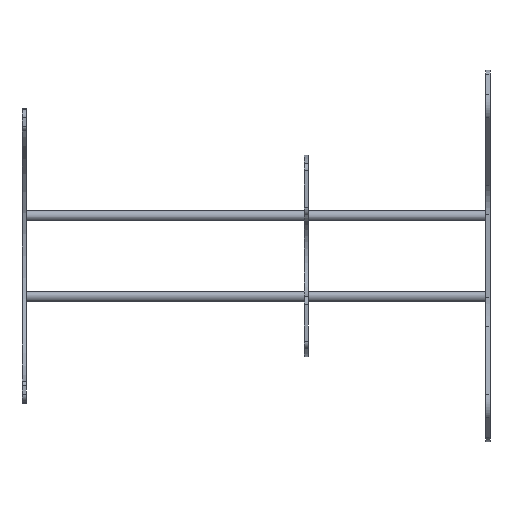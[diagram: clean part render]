
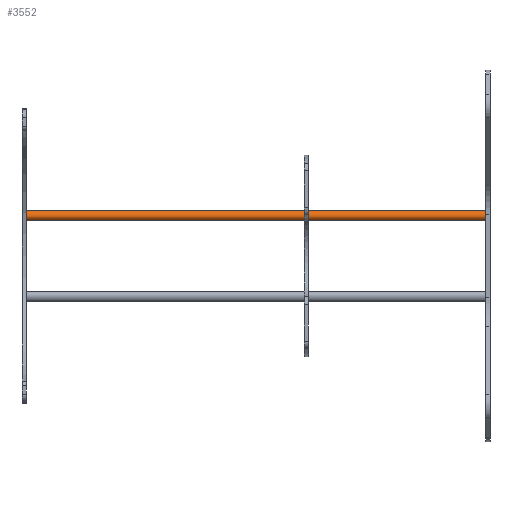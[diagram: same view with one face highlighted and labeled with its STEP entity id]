
A CAD part, left-side view. The second image highlights one B-rep face of the part: STEP entity #3552.
In plain terms, the highlighted cylindrical face has radius 2.5 mm (diameter 5 mm), a partial arc.
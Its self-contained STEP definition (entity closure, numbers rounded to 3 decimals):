
#76 = EDGE_CURVE ( 'NONE', #360, #4291, #1724, .T. ) ;
#115 = LINE ( 'NONE', #1074, #259 ) ;
#169 = ORIENTED_EDGE ( 'NONE', *, *, #2682, .T. ) ;
#214 = DIRECTION ( 'NONE',  ( 0., 1., 0. ) ) ;
#259 = VECTOR ( 'NONE', #723, 1000. ) ;
#302 = EDGE_CURVE ( 'NONE', #677, #360, #115, .T. ) ;
#345 = FACE_OUTER_BOUND ( 'NONE', #2494, .T. ) ;
#360 = VERTEX_POINT ( 'NONE', #4048 ) ;
#536 = CARTESIAN_POINT ( 'NONE',  ( 65., 140., 20. ) ) ;
#677 = VERTEX_POINT ( 'NONE', #1866 ) ;
#723 = DIRECTION ( 'NONE',  ( 0., 1., 0. ) ) ;
#754 = DIRECTION ( 'NONE',  ( 0., 1., 0. ) ) ;
#816 = LINE ( 'NONE', #3351, #3631 ) ;
#822 = DIRECTION ( 'NONE',  ( 0., 0., 1. ) ) ;
#1040 = CARTESIAN_POINT ( 'NONE',  ( 65., -90., 22.5 ) ) ;
#1074 = CARTESIAN_POINT ( 'NONE',  ( 65., -90., 17.5 ) ) ;
#1097 = AXIS2_PLACEMENT_3D ( 'NONE', #2543, #2902, #1226 ) ;
#1226 = DIRECTION ( 'NONE',  ( 0., 0., 1. ) ) ;
#1323 = EDGE_CURVE ( 'NONE', #677, #3366, #2139, .T. ) ;
#1724 = CIRCLE ( 'NONE', #2052, 2.5 ) ;
#1790 = ORIENTED_EDGE ( 'NONE', *, *, #302, .F. ) ;
#1810 = CARTESIAN_POINT ( 'NONE',  ( 65., -90., 20. ) ) ;
#1866 = CARTESIAN_POINT ( 'NONE',  ( 65., -90., 17.5 ) ) ;
#1901 = DIRECTION ( 'NONE',  ( 0., 1., 0. ) ) ;
#2052 = AXIS2_PLACEMENT_3D ( 'NONE', #536, #214, #2185 ) ;
#2139 = CIRCLE ( 'NONE', #3013, 2.5 ) ;
#2185 = DIRECTION ( 'NONE',  ( 0., 0., 1. ) ) ;
#2238 = ORIENTED_EDGE ( 'NONE', *, *, #76, .F. ) ;
#2396 = ORIENTED_EDGE ( 'NONE', *, *, #1323, .T. ) ;
#2426 = CYLINDRICAL_SURFACE ( 'NONE', #1097, 2.5 ) ;
#2494 = EDGE_LOOP ( 'NONE', ( #1790, #2396, #169, #2238 ) ) ;
#2543 = CARTESIAN_POINT ( 'NONE',  ( 65., -90., 20. ) ) ;
#2682 = EDGE_CURVE ( 'NONE', #3366, #4291, #816, .T. ) ;
#2902 = DIRECTION ( 'NONE',  ( 0., 1., 0. ) ) ;
#3013 = AXIS2_PLACEMENT_3D ( 'NONE', #1810, #1901, #822 ) ;
#3351 = CARTESIAN_POINT ( 'NONE',  ( 65., -90., 22.5 ) ) ;
#3366 = VERTEX_POINT ( 'NONE', #1040 ) ;
#3552 = ADVANCED_FACE ( 'NONE', ( #345 ), #2426, .T. ) ;
#3631 = VECTOR ( 'NONE', #754, 1000. ) ;
#3705 = CARTESIAN_POINT ( 'NONE',  ( 65., 140., 22.5 ) ) ;
#4048 = CARTESIAN_POINT ( 'NONE',  ( 65., 140., 17.5 ) ) ;
#4291 = VERTEX_POINT ( 'NONE', #3705 ) ;
